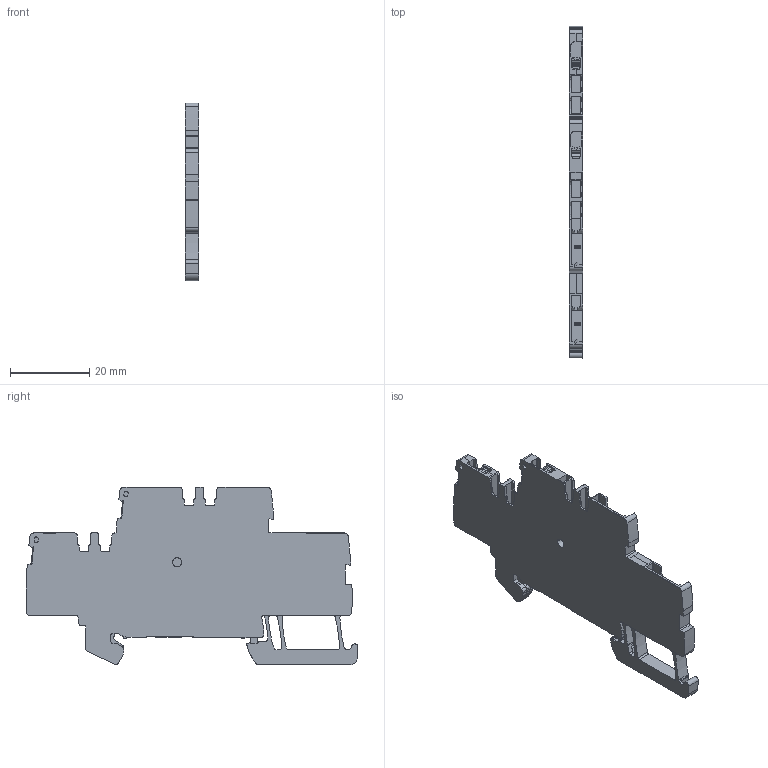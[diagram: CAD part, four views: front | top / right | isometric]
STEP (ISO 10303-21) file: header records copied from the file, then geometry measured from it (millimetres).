
FILE_DESCRIPTION(('CATIA V5 STEP Exchange','CAx-IF Rec.Pracs.--- Model Styling and Organization---1.4--- 2014-01-23'),'2;1');
FILE_NAME ('106189-1_2', '2023-10-05T08:28:09+00:00', ('none'), ('Weidmueller'), 'CATIA Version 5-6 Release 2016 SP3 HF44', 'CATIA V5 STEP AP214', 'none');
FILE_SCHEMA(('AUTOMOTIVE_DESIGN { 1 0 10303 214 1 1 1 1 }'));
Length unit declared in the file: millimetre
Products named in the file (1): 2485860000
Bounding box: 3.5 x 83.87 x 44.95 mm (x, y, z)
Volume: 7331.2 mm3; surface area: 8428.6 mm2
Topology: 13 solids, 13 shells, 885 faces, 2519 edges, 1659 vertices
Faces by surface type: plane 461, cylinder 367, extrusion 37, torus 12, sphere 8
Entity records: 28033 total; most frequent: CARTESIAN_POINT 6193, ORIENTED_EDGE 5026, DIRECTION 3635, EDGE_CURVE 2513, VECTOR 1683, VERTEX_POINT 1659, LINE 1646, AXIS2_PLACEMENT_3D 1305
